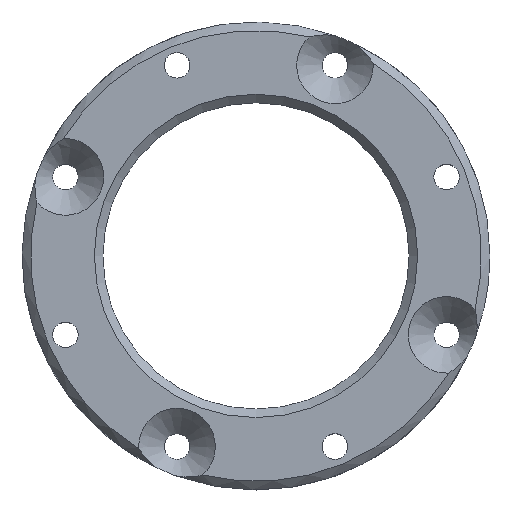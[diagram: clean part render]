
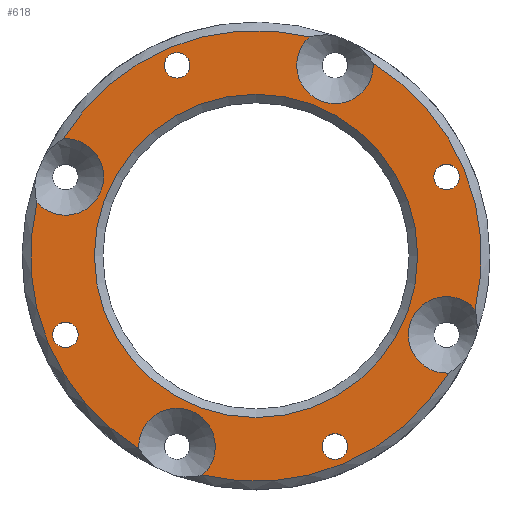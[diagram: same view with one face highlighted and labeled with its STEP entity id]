
A CAD part, top view. The second image highlights one B-rep face of the part: STEP entity #618.
In plain terms, the highlighted planar face has unit normal (0, 0, 1).
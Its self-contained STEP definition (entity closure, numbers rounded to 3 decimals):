
#24=FACE_BOUND('',#125,.T.);
#25=FACE_BOUND('',#126,.T.);
#26=FACE_BOUND('',#127,.T.);
#27=FACE_BOUND('',#128,.T.);
#28=FACE_BOUND('',#129,.T.);
#32=PLANE('',#703);
#82=FACE_OUTER_BOUND('',#124,.T.);
#124=EDGE_LOOP('',(#506,#507,#508,#509,#510,#511,#512,#513,#514,#515,#516));
#125=EDGE_LOOP('',(#517));
#126=EDGE_LOOP('',(#518));
#127=EDGE_LOOP('',(#519));
#128=EDGE_LOOP('',(#520));
#129=EDGE_LOOP('',(#521));
#222=CIRCLE('',#677,4.5);
#224=CIRCLE('',#680,26.5);
#225=CIRCLE('',#682,26.5);
#226=CIRCLE('',#685,4.5);
#228=CIRCLE('',#687,4.5);
#229=CIRCLE('',#689,26.5);
#230=CIRCLE('',#692,4.5);
#232=CIRCLE('',#694,4.5);
#233=CIRCLE('',#696,26.5);
#234=CIRCLE('',#699,4.5);
#236=CIRCLE('',#701,4.5);
#237=CIRCLE('',#704,19.);
#238=CIRCLE('',#705,1.5);
#239=CIRCLE('',#706,1.5);
#240=CIRCLE('',#707,1.5);
#241=CIRCLE('',#708,1.5);
#282=VERTEX_POINT('',#1031);
#283=VERTEX_POINT('',#1038);
#285=VERTEX_POINT('',#1050);
#286=VERTEX_POINT('',#1059);
#287=VERTEX_POINT('',#1070);
#289=VERTEX_POINT('',#1075);
#290=VERTEX_POINT('',#1084);
#291=VERTEX_POINT('',#1095);
#293=VERTEX_POINT('',#1100);
#294=VERTEX_POINT('',#1109);
#295=VERTEX_POINT('',#1120);
#297=VERTEX_POINT('',#1129);
#298=VERTEX_POINT('',#1131);
#299=VERTEX_POINT('',#1133);
#300=VERTEX_POINT('',#1135);
#301=VERTEX_POINT('',#1137);
#345=EDGE_CURVE('',#282,#283,#222,.T.);
#349=EDGE_CURVE('',#283,#285,#224,.T.);
#352=EDGE_CURVE('',#286,#282,#225,.T.);
#354=EDGE_CURVE('',#285,#287,#226,.T.);
#357=EDGE_CURVE('',#287,#289,#228,.T.);
#359=EDGE_CURVE('',#289,#290,#229,.T.);
#362=EDGE_CURVE('',#290,#291,#230,.T.);
#365=EDGE_CURVE('',#291,#293,#232,.T.);
#367=EDGE_CURVE('',#293,#294,#233,.T.);
#370=EDGE_CURVE('',#294,#295,#234,.T.);
#373=EDGE_CURVE('',#295,#286,#236,.T.);
#375=EDGE_CURVE('',#297,#297,#237,.T.);
#376=EDGE_CURVE('',#298,#298,#238,.T.);
#377=EDGE_CURVE('',#299,#299,#239,.T.);
#378=EDGE_CURVE('',#300,#300,#240,.T.);
#379=EDGE_CURVE('',#301,#301,#241,.T.);
#506=ORIENTED_EDGE('',*,*,#345,.F.);
#507=ORIENTED_EDGE('',*,*,#352,.F.);
#508=ORIENTED_EDGE('',*,*,#373,.F.);
#509=ORIENTED_EDGE('',*,*,#370,.F.);
#510=ORIENTED_EDGE('',*,*,#367,.F.);
#511=ORIENTED_EDGE('',*,*,#365,.F.);
#512=ORIENTED_EDGE('',*,*,#362,.F.);
#513=ORIENTED_EDGE('',*,*,#359,.F.);
#514=ORIENTED_EDGE('',*,*,#357,.F.);
#515=ORIENTED_EDGE('',*,*,#354,.F.);
#516=ORIENTED_EDGE('',*,*,#349,.F.);
#517=ORIENTED_EDGE('',*,*,#375,.F.);
#518=ORIENTED_EDGE('',*,*,#376,.T.);
#519=ORIENTED_EDGE('',*,*,#377,.T.);
#520=ORIENTED_EDGE('',*,*,#378,.T.);
#521=ORIENTED_EDGE('',*,*,#379,.T.);
#618=ADVANCED_FACE('',(#82,#24,#25,#26,#27,#28),#32,.T.);
#677=AXIS2_PLACEMENT_3D('',#1039,#796,#797);
#680=AXIS2_PLACEMENT_3D('',#1051,#803,#804);
#682=AXIS2_PLACEMENT_3D('',#1066,#807,#808);
#685=AXIS2_PLACEMENT_3D('',#1071,#814,#815);
#687=AXIS2_PLACEMENT_3D('',#1076,#819,#820);
#689=AXIS2_PLACEMENT_3D('',#1085,#823,#824);
#692=AXIS2_PLACEMENT_3D('',#1096,#830,#831);
#694=AXIS2_PLACEMENT_3D('',#1101,#835,#836);
#696=AXIS2_PLACEMENT_3D('',#1110,#839,#840);
#699=AXIS2_PLACEMENT_3D('',#1121,#846,#847);
#701=AXIS2_PLACEMENT_3D('',#1125,#851,#852);
#703=AXIS2_PLACEMENT_3D('',#1128,#856,#857);
#704=AXIS2_PLACEMENT_3D('',#1130,#858,#859);
#705=AXIS2_PLACEMENT_3D('',#1132,#860,#861);
#706=AXIS2_PLACEMENT_3D('',#1134,#862,#863);
#707=AXIS2_PLACEMENT_3D('',#1136,#864,#865);
#708=AXIS2_PLACEMENT_3D('',#1138,#866,#867);
#796=DIRECTION('center_axis',(0.,0.,
1.));
#797=DIRECTION('ref_axis',(-1.,0.,0.));
#803=DIRECTION('center_axis',(0.,0.,
-1.));
#804=DIRECTION('ref_axis',(-1.,0.,0.));
#807=DIRECTION('center_axis',(0.,0.,
-1.));
#808=DIRECTION('ref_axis',(-1.,0.,0.));
#814=DIRECTION('center_axis',(0.,0.,
1.));
#815=DIRECTION('ref_axis',(-1.,0.,0.));
#819=DIRECTION('center_axis',(0.,0.,
1.));
#820=DIRECTION('ref_axis',(-1.,0.,0.));
#823=DIRECTION('center_axis',(0.,0.,
-1.));
#824=DIRECTION('ref_axis',(-1.,0.,0.));
#830=DIRECTION('center_axis',(0.,0.,
1.));
#831=DIRECTION('ref_axis',(-1.,0.,0.));
#835=DIRECTION('center_axis',(0.,0.,
1.));
#836=DIRECTION('ref_axis',(-1.,0.,0.));
#839=DIRECTION('center_axis',(0.,0.,
-1.));
#840=DIRECTION('ref_axis',(-1.,0.,0.));
#846=DIRECTION('center_axis',(0.,0.,
1.));
#847=DIRECTION('ref_axis',(-1.,0.,0.));
#851=DIRECTION('center_axis',(0.,0.,
1.));
#852=DIRECTION('ref_axis',(-1.,0.,0.));
#856=DIRECTION('center_axis',(0.,0.,
1.));
#857=DIRECTION('ref_axis',(-1.,0.,0.));
#858=DIRECTION('center_axis',(0.,0.,
1.));
#859=DIRECTION('ref_axis',(-1.,0.,0.));
#860=DIRECTION('center_axis',(0.,0.,
-1.));
#861=DIRECTION('ref_axis',(-1.,0.,0.));
#862=DIRECTION('center_axis',(0.,0.,
-1.));
#863=DIRECTION('ref_axis',(-1.,0.,0.));
#864=DIRECTION('center_axis',(0.,0.,
-1.));
#865=DIRECTION('ref_axis',(-1.,0.,0.));
#866=DIRECTION('center_axis',(0.,0.,
-1.));
#867=DIRECTION('ref_axis',(-1.,0.,0.));
#1031=CARTESIAN_POINT('',(105.759,-6.269,-20.865));
#1038=CARTESIAN_POINT('',(102.65,-13.774,-20.865));
#1039=CARTESIAN_POINT('Origin',(102.415,-9.28,-20.865));
#1050=CARTESIAN_POINT('',(73.743,-25.748,-20.865));
#1051=CARTESIAN_POINT('Origin',(80.011,0.,-20.865));
#1059=CARTESIAN_POINT('',(93.785,22.639,-20.865));
#1066=CARTESIAN_POINT('Origin',(80.011,0.,-20.865));
#1070=CARTESIAN_POINT('',(75.231,-22.404,-20.865));
#1071=CARTESIAN_POINT('Origin',(70.731,-22.404,-20.865));
#1075=CARTESIAN_POINT('',(66.237,-22.639,-20.865));
#1076=CARTESIAN_POINT('Origin',(70.731,-22.404,-20.865));
#1084=CARTESIAN_POINT('',(54.263,6.269,-20.865));
#1085=CARTESIAN_POINT('Origin',(80.011,0.,-20.865));
#1095=CARTESIAN_POINT('',(62.107,9.28,-20.865));
#1096=CARTESIAN_POINT('Origin',(57.607,9.28,-20.865));
#1100=CARTESIAN_POINT('',(57.372,13.774,-20.865));
#1101=CARTESIAN_POINT('Origin',(57.607,9.28,-20.865));
#1109=CARTESIAN_POINT('',(86.28,25.748,-20.865));
#1110=CARTESIAN_POINT('Origin',(80.011,0.,-20.865));
#1120=CARTESIAN_POINT('',(93.791,22.404,-20.865));
#1121=CARTESIAN_POINT('Origin',(89.291,22.404,-20.865));
#1125=CARTESIAN_POINT('Origin',(89.291,22.404,-20.865));
#1128=CARTESIAN_POINT('Origin',(80.011,0.,-20.865));
#1129=CARTESIAN_POINT('',(99.011,0.,-20.865));
#1130=CARTESIAN_POINT('Origin',(80.011,0.,-20.865));
#1131=CARTESIAN_POINT('',(103.915,9.28,-20.865));
#1132=CARTESIAN_POINT('Origin',(102.415,9.28,-20.865));
#1133=CARTESIAN_POINT('',(59.107,-9.28,-20.865));
#1134=CARTESIAN_POINT('Origin',(57.607,-9.28,-20.865));
#1135=CARTESIAN_POINT('',(72.231,22.404,-20.865));
#1136=CARTESIAN_POINT('Origin',(70.731,22.404,-20.865));
#1137=CARTESIAN_POINT('',(90.791,-22.404,-20.865));
#1138=CARTESIAN_POINT('Origin',(89.291,-22.404,-20.865));
